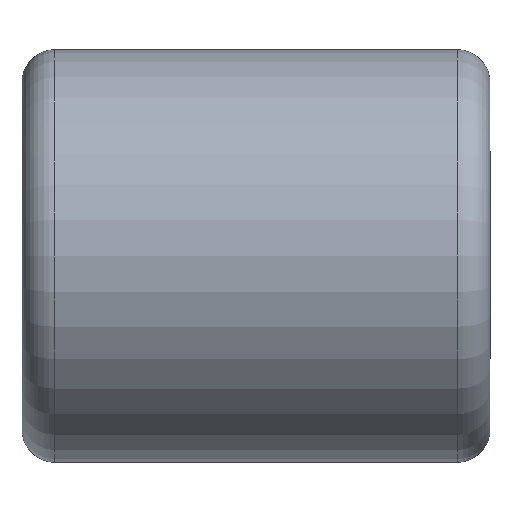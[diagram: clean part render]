
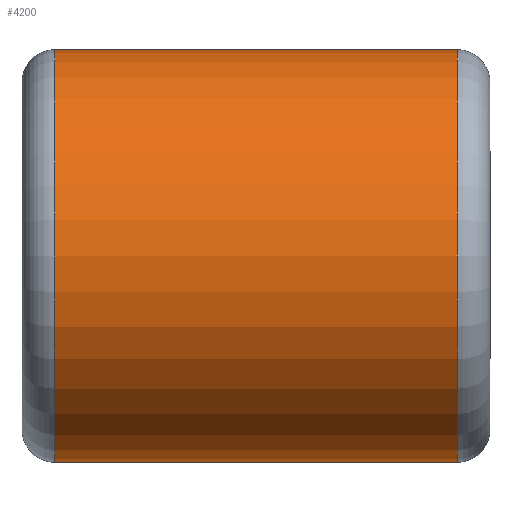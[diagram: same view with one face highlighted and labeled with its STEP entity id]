
A CAD part, front view. The second image highlights one B-rep face of the part: STEP entity #4200.
In plain terms, the highlighted cylindrical face has radius 41 mm (diameter 82 mm), a partial arc.
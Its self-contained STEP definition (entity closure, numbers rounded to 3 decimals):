
#202 = ORIENTED_EDGE ( 'NONE', *, *, #2682, .T. ) ;
#412 = CARTESIAN_POINT ( 'NONE',  ( -57.637, 0., 291.987 ) ) ;
#452 = DIRECTION ( 'NONE',  ( 0., 0., 1. ) ) ;
#522 = ORIENTED_EDGE ( 'NONE', *, *, #3773, .T. ) ;
#789 = VECTOR ( 'NONE', #3355, 1000. ) ;
#884 = AXIS2_PLACEMENT_3D ( 'NONE', #2383, #4574, #3834 ) ;
#954 = EDGE_LOOP ( 'NONE', ( #2681, #522, #202, #2905 ) ) ;
#999 = FACE_OUTER_BOUND ( 'NONE', #954, .T. ) ;
#1027 = DIRECTION ( 'NONE',  ( 0., 0., 1. ) ) ;
#1404 = CYLINDRICAL_SURFACE ( 'NONE', #1957, 41. ) ;
#1513 = DIRECTION ( 'NONE',  ( -1., 0., 0. ) ) ;
#1570 = CIRCLE ( 'NONE', #884, 41. ) ;
#1639 = CARTESIAN_POINT ( 'NONE',  ( 40., 0., 250.987 ) ) ;
#1957 = AXIS2_PLACEMENT_3D ( 'NONE', #412, #2245, #452 ) ;
#2206 = CARTESIAN_POINT ( 'NONE',  ( 40., 0., 332.987 ) ) ;
#2245 = DIRECTION ( 'NONE',  ( -1., 0., 0. ) ) ;
#2291 = VERTEX_POINT ( 'NONE', #3808 ) ;
#2359 = VERTEX_POINT ( 'NONE', #1639 ) ;
#2383 = CARTESIAN_POINT ( 'NONE',  ( -40., 0., 291.987 ) ) ;
#2427 = EDGE_CURVE ( 'NONE', #2359, #2291, #2844, .T. ) ;
#2681 = ORIENTED_EDGE ( 'NONE', *, *, #2427, .F. ) ;
#2682 = EDGE_CURVE ( 'NONE', #3552, #3601, #4407, .T. ) ;
#2799 = VECTOR ( 'NONE', #4233, 1000. ) ;
#2844 = LINE ( 'NONE', #4304, #2799 ) ;
#2905 = ORIENTED_EDGE ( 'NONE', *, *, #3701, .T. ) ;
#2913 = CIRCLE ( 'NONE', #3915, 41. ) ;
#2997 = CARTESIAN_POINT ( 'NONE',  ( -57.637, 0., 332.987 ) ) ;
#3011 = CARTESIAN_POINT ( 'NONE',  ( -40., 0., 332.987 ) ) ;
#3355 = DIRECTION ( 'NONE',  ( -1., 0., 0. ) ) ;
#3552 = VERTEX_POINT ( 'NONE', #2206 ) ;
#3601 = VERTEX_POINT ( 'NONE', #3011 ) ;
#3701 = EDGE_CURVE ( 'NONE', #3601, #2291, #1570, .T. ) ;
#3773 = EDGE_CURVE ( 'NONE', #2359, #3552, #2913, .T. ) ;
#3808 = CARTESIAN_POINT ( 'NONE',  ( -40., 0., 250.987 ) ) ;
#3834 = DIRECTION ( 'NONE',  ( 0., 0., -1. ) ) ;
#3915 = AXIS2_PLACEMENT_3D ( 'NONE', #3974, #1513, #1027 ) ;
#3974 = CARTESIAN_POINT ( 'NONE',  ( 40., 0., 291.987 ) ) ;
#4200 = ADVANCED_FACE ( 'NONE', ( #999 ), #1404, .T. ) ;
#4233 = DIRECTION ( 'NONE',  ( -1., 0., 0. ) ) ;
#4304 = CARTESIAN_POINT ( 'NONE',  ( -57.637, 0., 250.987 ) ) ;
#4407 = LINE ( 'NONE', #2997, #789 ) ;
#4574 = DIRECTION ( 'NONE',  ( 1., 0., 0. ) ) ;
